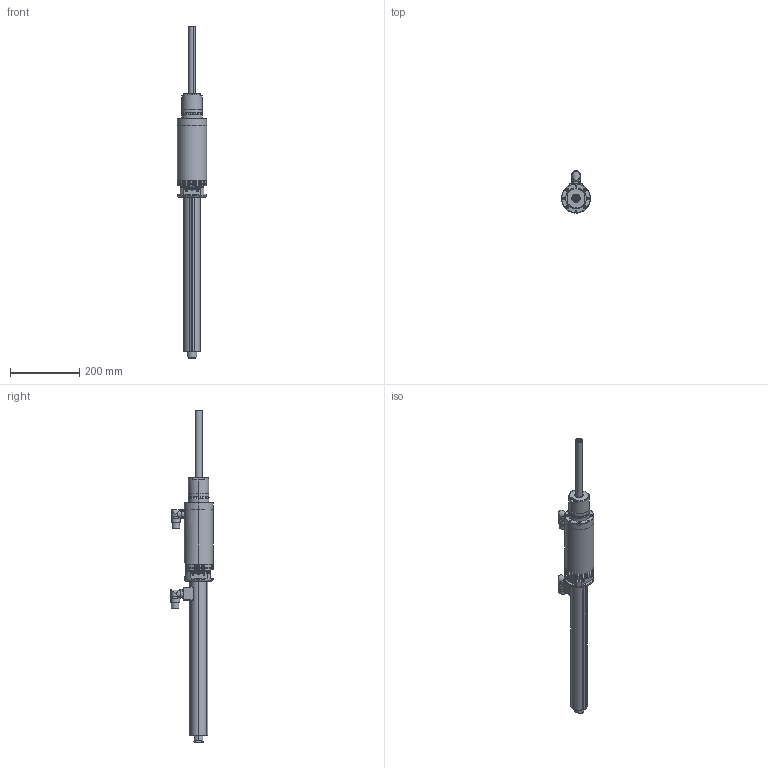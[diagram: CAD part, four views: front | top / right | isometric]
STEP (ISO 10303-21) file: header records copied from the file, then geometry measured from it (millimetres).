
FILE_DESCRIPTION (( 'STEP AP214' ), '1' );
FILE_NAME ('0186-0400_150806_PR01-84x80-SSC-C!48x360F-C-150-L_STEP.STEP', '2015-08-19T14:13:16', ( '' ), ( '' ), 'SwSTEP 2.0', 'SolidWorks 2014', '' );
FILE_SCHEMA (( 'AUTOMOTIVE_DESIGN' ));
Length unit declared in the file: millimetre
Products named in the file (3): 0186-0400_150806_PR01-84x80-SSC-C!48x360F-C-150-L_STEP; PL01-DA_G14; Stator_SSC_360
Assembly tree (2 placements, depth 2):
  0186-0400_150806_PR01-84x80-SSC-C!48x360F-C-150-L_STEP
    Stator_SSC_360
    PL01-DA_G14
Bounding box: 84 x 121.9 x 958.6 mm (x, y, z)
Volume: 2423269.2 mm3; surface area: 384575.2 mm2
Topology: 26 solids, 26 shells, 1403 faces, 3512 edges, 2177 vertices
Faces by surface type: cylinder 568, plane 491, bspline 169, cone 167, torus 8
Entity records: 66777 total; most frequent: CARTESIAN_POINT 18840, ORIENTED_EDGE 6854, DIRECTION 6534, EDGE_CURVE 3427, AXIS2_PLACEMENT_3D 2562, VERTEX_POINT 2177, EDGE_LOOP 1554, UNCERTAINTY_MEASURE_WITH_UNIT 1434
